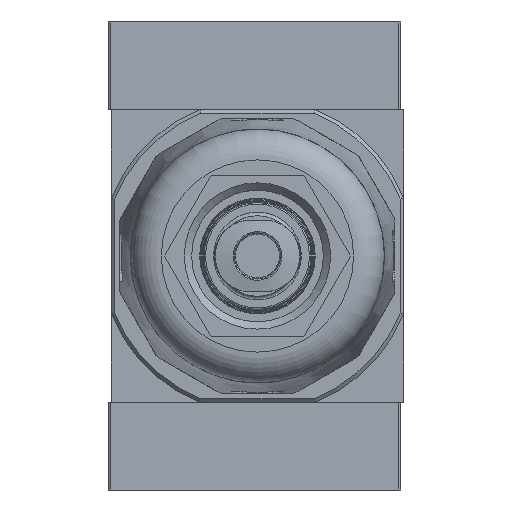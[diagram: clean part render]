
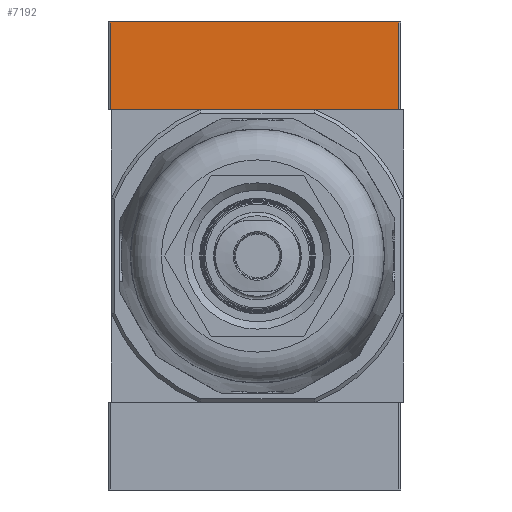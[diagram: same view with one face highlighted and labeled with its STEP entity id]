
A CAD part, front view. The second image highlights one B-rep face of the part: STEP entity #7192.
In plain terms, the highlighted planar face has unit normal (0, -1, 0).
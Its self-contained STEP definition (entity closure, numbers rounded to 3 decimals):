
#406=LINE('',#11147,#764);
#416=LINE('',#11195,#774);
#417=LINE('',#11199,#775);
#418=LINE('',#11201,#776);
#764=VECTOR('',#8894,1000.);
#774=VECTOR('',#8936,1000.);
#775=VECTOR('',#8941,1000.);
#776=VECTOR('',#8942,1000.);
#1015=PLANE('',#7732);
#2110=ORIENTED_EDGE('',*,*,#3211,.T.);
#2111=ORIENTED_EDGE('',*,*,#3237,.F.);
#2112=ORIENTED_EDGE('',*,*,#3238,.F.);
#2113=ORIENTED_EDGE('',*,*,#3235,.T.);
#3211=EDGE_CURVE('',#3859,#3858,#406,.T.);
#3235=EDGE_CURVE('',#3881,#3859,#416,.T.);
#3237=EDGE_CURVE('',#3882,#3858,#417,.T.);
#3238=EDGE_CURVE('',#3881,#3882,#418,.T.);
#3858=VERTEX_POINT('',#11146);
#3859=VERTEX_POINT('',#11148);
#3881=VERTEX_POINT('',#11196);
#3882=VERTEX_POINT('',#11200);
#4645=EDGE_LOOP('',(#2110,#2111,#2112,#2113));
#5155=FACE_BOUND('',#4645,.T.);
#7192=ADVANCED_FACE('',(#5155),#1015,.F.);
#7732=AXIS2_PLACEMENT_3D('',#11198,#8939,#8940);
#8894=DIRECTION('',(1.,0.,0.));
#8936=DIRECTION('',(0.,0.,-1.));
#8939=DIRECTION('',(0.,1.,0.));
#8940=DIRECTION('',(0.,0.,1.));
#8941=DIRECTION('',(0.,0.,-1.));
#8942=DIRECTION('',(1.,0.,0.));
#11146=CARTESIAN_POINT('',(19.7,-10.,-6.));
#11147=CARTESIAN_POINT('',(-19.7,-10.,-6.));
#11148=CARTESIAN_POINT('',(-19.7,-10.,-6.));
#11195=CARTESIAN_POINT('',(-19.7,-10.,6.));
#11196=CARTESIAN_POINT('',(-19.7,-10.,6.));
#11198=CARTESIAN_POINT('',(-19.7,-10.,6.));
#11199=CARTESIAN_POINT('',(19.7,-10.,6.));
#11200=CARTESIAN_POINT('',(19.7,-10.,6.));
#11201=CARTESIAN_POINT('',(-19.7,-10.,6.));
